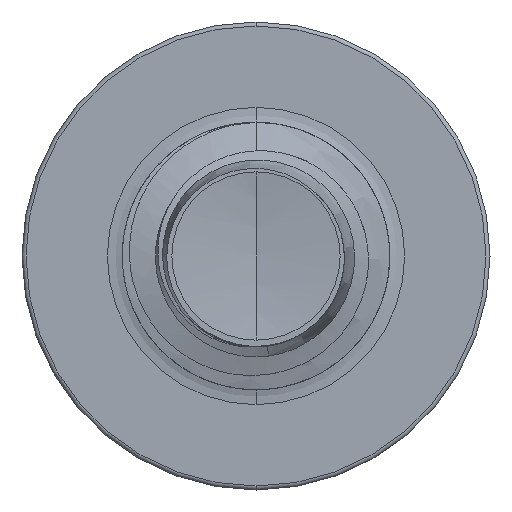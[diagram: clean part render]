
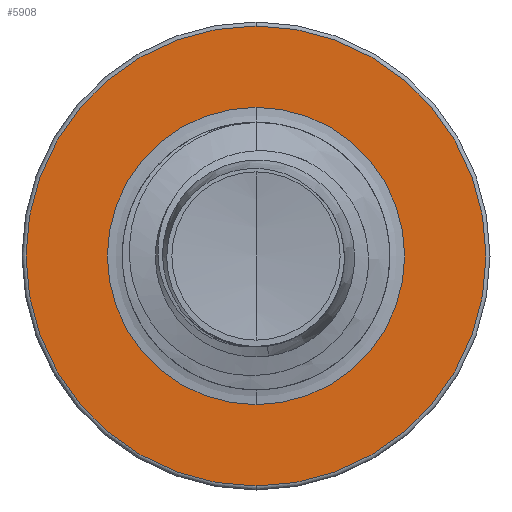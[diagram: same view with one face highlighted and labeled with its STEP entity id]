
A CAD part, front view. The second image highlights one B-rep face of the part: STEP entity #5908.
In plain terms, the highlighted planar face has unit normal (0, -1, 0).
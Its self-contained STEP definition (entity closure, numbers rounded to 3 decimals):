
#611 = FACE_BOUND ( 'NONE', #14606, .T. ) ;
#843 = AXIS2_PLACEMENT_3D ( 'NONE', #1972, #13323, #3711 ) ;
#847 = AXIS2_PLACEMENT_3D ( 'NONE', #8743, #18861, #10337 ) ;
#1414 = VERTEX_POINT ( 'NONE', #6511 ) ;
#1972 = CARTESIAN_POINT ( 'NONE',  ( 0., 6.5, 0. ) ) ;
#2406 = VERTEX_POINT ( 'NONE', #2520 ) ;
#2520 = CARTESIAN_POINT ( 'NONE',  ( 0., 6.5, -1.112 ) ) ;
#3671 = CARTESIAN_POINT ( 'NONE',  ( 0., 6.5, -1.112 ) ) ;
#3711 = DIRECTION ( 'NONE',  ( 0., 0., 1. ) ) ;
#4027 = CARTESIAN_POINT ( 'NONE',  ( 0., 6.5, 0. ) ) ;
#5421 = DIRECTION ( 'NONE',  ( 0., 0., 1. ) ) ;
#5787 = DIRECTION ( 'NONE',  ( 0., 0., 1. ) ) ;
#5908 = ADVANCED_FACE ( 'NONE', ( #16917, #611 ), #6956, .F. ) ;
#6056 = AXIS2_PLACEMENT_3D ( 'NONE', #18138, #9620, #19704 ) ;
#6511 = CARTESIAN_POINT ( 'NONE',  ( 0., 6.5, 1.112 ) ) ;
#6956 = PLANE ( 'NONE',  #11065 ) ;
#7463 = ORIENTED_EDGE ( 'NONE', *, *, #18572, .F. ) ;
#7898 = AXIS2_PLACEMENT_3D ( 'NONE', #4027, #14972, #5787 ) ;
#8743 = CARTESIAN_POINT ( 'NONE',  ( 0., 6.5, 0. ) ) ;
#9620 = DIRECTION ( 'NONE',  ( 0., 1., 0. ) ) ;
#10137 = CARTESIAN_POINT ( 'NONE',  ( 0., 6.5, 1.72 ) ) ;
#10168 = VERTEX_POINT ( 'NONE', #10137 ) ;
#10337 = DIRECTION ( 'NONE',  ( 0., 0., 1. ) ) ;
#11065 = AXIS2_PLACEMENT_3D ( 'NONE', #3671, #20266, #5421 ) ;
#11378 = VERTEX_POINT ( 'NONE', #13789 ) ;
#12081 = CIRCLE ( 'NONE', #843, 1.72 ) ;
#12532 = CIRCLE ( 'NONE', #847, 1.112 ) ;
#13323 = DIRECTION ( 'NONE',  ( 0., 1., 0. ) ) ;
#13380 = EDGE_CURVE ( 'NONE', #10168, #11378, #16904, .T. ) ;
#13789 = CARTESIAN_POINT ( 'NONE',  ( 0., 6.5, -1.72 ) ) ;
#13812 = ORIENTED_EDGE ( 'NONE', *, *, #15111, .T. ) ;
#14606 = EDGE_LOOP ( 'NONE', ( #18890, #13812 ) ) ;
#14972 = DIRECTION ( 'NONE',  ( 0., 1., 0. ) ) ;
#15111 = EDGE_CURVE ( 'NONE', #2406, #1414, #18191, .T. ) ;
#16904 = CIRCLE ( 'NONE', #7898, 1.72 ) ;
#16917 = FACE_OUTER_BOUND ( 'NONE', #19775, .T. ) ;
#18138 = CARTESIAN_POINT ( 'NONE',  ( 0., 6.5, 0. ) ) ;
#18191 = CIRCLE ( 'NONE', #6056, 1.112 ) ;
#18535 = EDGE_CURVE ( 'NONE', #1414, #2406, #12532, .T. ) ;
#18572 = EDGE_CURVE ( 'NONE', #11378, #10168, #12081, .T. ) ;
#18861 = DIRECTION ( 'NONE',  ( 0., 1., 0. ) ) ;
#18890 = ORIENTED_EDGE ( 'NONE', *, *, #18535, .T. ) ;
#19441 = ORIENTED_EDGE ( 'NONE', *, *, #13380, .F. ) ;
#19704 = DIRECTION ( 'NONE',  ( 0., 0., 1. ) ) ;
#19775 = EDGE_LOOP ( 'NONE', ( #19441, #7463 ) ) ;
#20266 = DIRECTION ( 'NONE',  ( 0., 1., 0. ) ) ;
